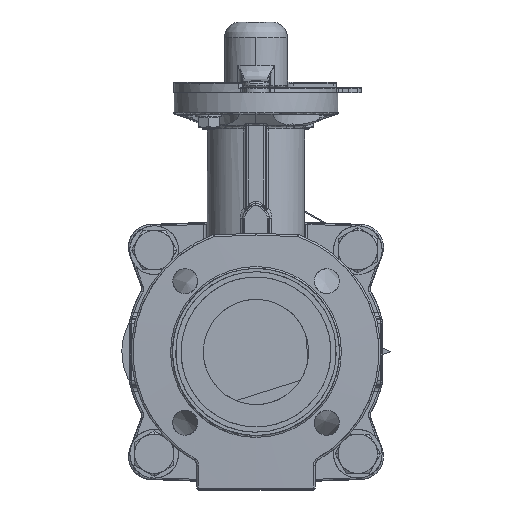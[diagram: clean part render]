
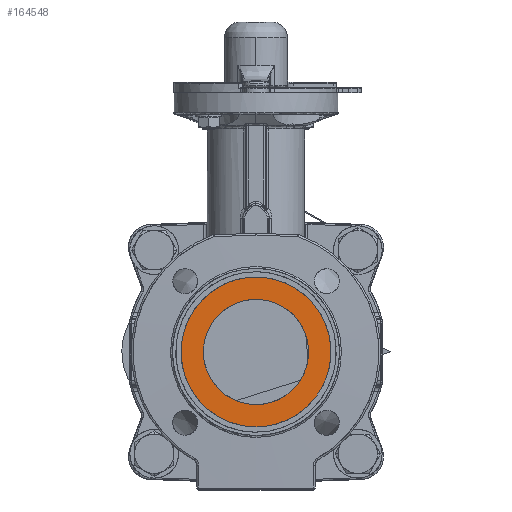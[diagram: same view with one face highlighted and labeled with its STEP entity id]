
A CAD part, left-side view. The second image highlights one B-rep face of the part: STEP entity #164548.
In plain terms, the highlighted planar face has unit normal (-1, 0, 0).
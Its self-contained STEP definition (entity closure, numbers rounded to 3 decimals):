
#164509=CARTESIAN_POINT('',(-99.1,0.,0.));
#164510=DIRECTION('',(1.,0.,0.));
#164511=DIRECTION('',(0.,0.,-1.));
#164512=AXIS2_PLACEMENT_3D('',#164509,#164510,#164511);
#164513=PLANE('',#164512);
#164514=CARTESIAN_POINT('',(-99.1,-0.,-57.));
#164515=VERTEX_POINT('',#164514);
#164516=CARTESIAN_POINT('',(-99.1,-0.,-57.));
#164517=CARTESIAN_POINT('',(-99.1,57.,-57.));
#164518=CARTESIAN_POINT('',(-99.1,57.,-0.));
#164519=CARTESIAN_POINT('',(-99.1,57.,57.));
#164520=CARTESIAN_POINT('',(-99.1,0.,57.));
#164521=CARTESIAN_POINT('',(-99.1,-57.,57.));
#164522=CARTESIAN_POINT('',(-99.1,-57.,-0.));
#164523=CARTESIAN_POINT('',(-99.1,-57.,-57.));
#164524=CARTESIAN_POINT('',(-99.1,-0.,-57.));
#164525=(BOUNDED_CURVE()
B_SPLINE_CURVE(2,(#164516,#164517,#164518,#164519,#164520,#164521,#164522,#164523,#164524),.UNSPECIFIED.,.T.,.F.)
B_SPLINE_CURVE_WITH_KNOTS((3,2,2,2,3),(180.,270.,360.,450.,540.),.UNSPECIFIED.)
CURVE()
GEOMETRIC_REPRESENTATION_ITEM()
RATIONAL_B_SPLINE_CURVE((1.,0.707,1.,0.707,1.,0.707,1.,0.707,1.))
REPRESENTATION_ITEM(''));
#164526=EDGE_CURVE('',#164515,#164515,#164525,.T.);
#164527=ORIENTED_EDGE('',*,*,#164526,.F.);
#164528=EDGE_LOOP('',(#164527));
#164529=FACE_BOUND('',#164528,.T.);
#164530=CARTESIAN_POINT('',(-99.1,34.886,19.559));
#164531=VERTEX_POINT('',#164530);
#164532=CARTESIAN_POINT('',(-99.1,34.886,19.559));
#164533=CARTESIAN_POINT('',(-99.1,39.995,10.447));
#164534=CARTESIAN_POINT('',(-99.1,39.995,0.));
#164535=CARTESIAN_POINT('',(-99.1,39.995,-39.995));
#164536=CARTESIAN_POINT('',(-99.1,0.,-39.995));
#164537=CARTESIAN_POINT('',(-99.1,-39.995,-39.995));
#164538=CARTESIAN_POINT('',(-99.1,-39.995,0.));
#164539=CARTESIAN_POINT('',(-99.1,-39.995,39.995));
#164540=CARTESIAN_POINT('',(-99.1,-0.,39.995));
#164541=CARTESIAN_POINT('',(-99.1,23.428,39.995));
#164542=CARTESIAN_POINT('',(-99.1,34.886,19.559));
#164543=(BOUNDED_CURVE()
B_SPLINE_CURVE(2,(#164532,#164533,#164534,#164535,#164536,#164537,#164538,#164539,#164540,#164541,#164542),.UNSPECIFIED.,.T.,.F.)
B_SPLINE_CURVE_WITH_KNOTS((3,2,2,2,2,3),(300.,330.,420.,510.,600.,660.),.UNSPECIFIED.)
CURVE()
GEOMETRIC_REPRESENTATION_ITEM()
RATIONAL_B_SPLINE_CURVE((0.87,0.902,1.,0.707,1.,0.707,1.,0.707,1.,0.805,0.87))
REPRESENTATION_ITEM(''));
#164544=EDGE_CURVE('',#164531,#164531,#164543,.T.);
#164545=ORIENTED_EDGE('',*,*,#164544,.F.);
#164546=EDGE_LOOP('',(#164545));
#164547=FACE_BOUND('',#164546,.T.);
#164548=ADVANCED_FACE('',(#164529,#164547),#164513,.F.);
